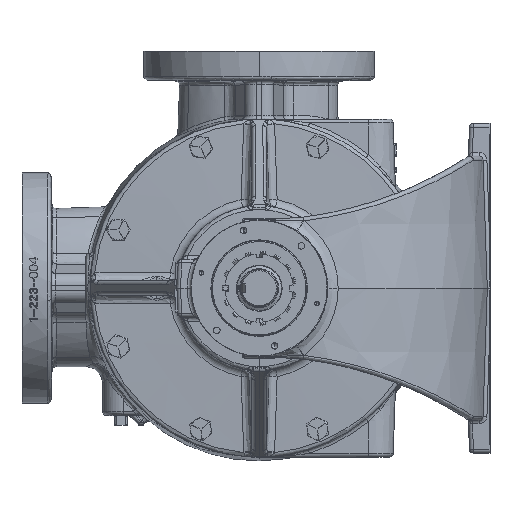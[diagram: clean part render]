
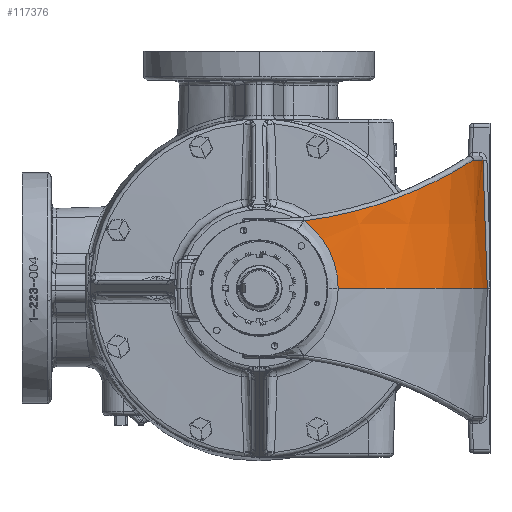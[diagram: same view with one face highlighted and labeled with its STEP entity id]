
A CAD part, left-side view. The second image highlights one B-rep face of the part: STEP entity #117376.
In plain terms, the highlighted conical face has half-angle 2 degrees and reference radius 138.176 mm.
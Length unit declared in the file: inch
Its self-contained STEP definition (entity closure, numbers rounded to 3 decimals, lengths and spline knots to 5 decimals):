
#3702 = CARTESIAN_POINT ( 'NONE',  ( -10.94869, -1.66355, 1.78315 ) ) ;
#3817 = B_SPLINE_CURVE_WITH_KNOTS ( 'NONE', 3,
 ( #11147, #93476, #121016, #38883, #134758, #52731, #148498 ),
 .UNSPECIFIED., .F., .F.,
 ( 4, 3, 4 ),
 ( 0., 0.05105, 0.09877 ),
 .UNSPECIFIED. ) ;
#4301 = CARTESIAN_POINT ( 'NONE',  ( -10.91146, -2.31858, 0.63886 ) ) ;
#6639 = CONICAL_SURFACE ( 'NONE', #66307, 5.44, 0.035 ) ;
#11068 = CARTESIAN_POINT ( 'NONE',  ( -8.76401, -5.67766, 3.40782 ) ) ;
#11147 = CARTESIAN_POINT ( 'NONE',  ( -5.72833, -6.91731, 0. ) ) ;
#11662 = CARTESIAN_POINT ( 'NONE',  ( -10.19669, -4.08095, 2.69541 ) ) ;
#15998 = CIRCLE ( 'NONE', #83618, 5.44404 ) ;
#17493 = CARTESIAN_POINT ( 'NONE',  ( -10.9427, -1.82919, 1.59853 ) ) ;
#18088 = CARTESIAN_POINT ( 'NONE',  ( -10.91071, -2.36967, 0.39687 ) ) ;
#22801 = B_SPLINE_CURVE_WITH_KNOTS ( 'NONE', 3,
 ( #72389, #58531, #86146, #3702, #99846, #17493, #113659, #31409, #127375, #45252, #141067, #59121, #154885, #72979, #168752, #86740, #4301, #100447, #18088, #114251, #32009, #127964, #45863, #141654 ),
 .UNSPECIFIED., .F., .F.,
 ( 4, 2, 2, 2, 2, 2, 2, 2, 2, 2, 2, 4 ),
 ( 0., 0.00754, 0.01507, 0.01884, 0.02261, 0.03015, 0.03768, 0.04145, 0.04522, 0.05276, 0.05653, 0.0603 ),
 .UNSPECIFIED. ) ;
#23854 = VERTEX_POINT ( 'NONE', #65423 ) ;
#24919 = CARTESIAN_POINT ( 'NONE',  ( -8.84773, -5.61364, 3.37392 ) ) ;
#25520 = CARTESIAN_POINT ( 'NONE',  ( -10.46041, -3.58788, 2.52541 ) ) ;
#25549 = CARTESIAN_POINT ( 'NONE',  ( -5.44, -1.34508, 3.88419 ) ) ;
#29354 = VERTEX_POINT ( 'NONE', #82834 ) ;
#31409 = CARTESIAN_POINT ( 'NONE',  ( -10.93803, -1.92041, 1.48082 ) ) ;
#32009 = CARTESIAN_POINT ( 'NONE',  ( -10.91384, -2.39025, 0.19919 ) ) ;
#33214 = CARTESIAN_POINT ( 'NONE',  ( -10.94841, -1.36215, 2.04032 ) ) ;
#35005 = CIRCLE ( 'NONE', #85734, 5.57968 ) ;
#35116 = VERTEX_POINT ( 'NONE', #81219 ) ;
#38198 = CARTESIAN_POINT ( 'NONE',  ( -7.48261, -6.40194, 3.82552 ) ) ;
#38800 = CARTESIAN_POINT ( 'NONE',  ( -8.98438, -5.50392, 3.31685 ) ) ;
#38883 = CARTESIAN_POINT ( 'NONE',  ( -5.65964, -6.85028, 2.00759 ) ) ;
#39403 = CARTESIAN_POINT ( 'NONE',  ( -10.7067, -2.9294, 2.33837 ) ) ;
#39437 = DIRECTION ( 'NONE',  ( -1., 0., 0. ) ) ;
#43335 = EDGE_CURVE ( 'NONE', #29354, #68403, #15998, .T. ) ;
#45252 = CARTESIAN_POINT ( 'NONE',  ( -10.93122, -2.03125, 1.31815 ) ) ;
#45863 = CARTESIAN_POINT ( 'NONE',  ( -10.918, -2.39623, 0.04984 ) ) ;
#49447 = ORIENTED_EDGE ( 'NONE', *, *, #96442, .T. ) ;
#50028 = CARTESIAN_POINT ( 'NONE',  ( -5.44, -1.34508, 4. ) ) ;
#52661 = CARTESIAN_POINT ( 'NONE',  ( -9.24547, -5.27386, 3.20142 ) ) ;
#52731 = CARTESIAN_POINT ( 'NONE',  ( -5.61685, -6.80815, 3.25866 ) ) ;
#53242 = CARTESIAN_POINT ( 'NONE',  ( -10.79993, -2.58465, 2.2553 ) ) ;
#58531 = CARTESIAN_POINT ( 'NONE',  ( -10.95023, -1.44229, 1.98106 ) ) ;
#59121 = CARTESIAN_POINT ( 'NONE',  ( -10.92112, -2.17023, 1.05905 ) ) ;
#60270 = CARTESIAN_POINT ( 'NONE',  ( -5.44, -1.34508, 0. ) ) ;
#63913 = DIRECTION ( 'NONE',  ( 0., 0., -1. ) ) ;
#65423 = CARTESIAN_POINT ( 'NONE',  ( -5.72833, -6.91731, 0. ) ) ;
#66307 = AXIS2_PLACEMENT_3D ( 'NONE', #50028, #63913, #173575 ) ;
#66545 = CARTESIAN_POINT ( 'NONE',  ( -9.72062, -4.77155, 2.96841 ) ) ;
#67146 = CARTESIAN_POINT ( 'NONE',  ( -10.8462, -2.3728, 2.20899 ) ) ;
#68403 = VERTEX_POINT ( 'NONE', #89629 ) ;
#72389 = CARTESIAN_POINT ( 'NONE',  ( -10.94841, -1.36215, 2.04032 ) ) ;
#72979 = CARTESIAN_POINT ( 'NONE',  ( -10.91462, -2.26122, 0.82931 ) ) ;
#74098 = DIRECTION ( 'NONE',  ( 1., 0., 0. ) ) ;
#77672 = EDGE_LOOP ( 'NONE', ( #111609, #49447, #81805, #110016, #163080 ) ) ;
#79667 = CARTESIAN_POINT ( 'NONE',  ( -8.24333, -6.03176, 3.6031 ) ) ;
#80261 = CARTESIAN_POINT ( 'NONE',  ( -9.96774, -4.43442, 2.83065 ) ) ;
#80841 = CARTESIAN_POINT ( 'NONE',  ( -10.92036, -1.94511, 2.12391 ) ) ;
#81219 = CARTESIAN_POINT ( 'NONE',  ( -10.91988, -2.39567, 0. ) ) ;
#81805 = ORIENTED_EDGE ( 'NONE', *, *, #43335, .T. ) ;
#82834 = CARTESIAN_POINT ( 'NONE',  ( -5.59547, -6.7869, 3.88419 ) ) ;
#83618 = AXIS2_PLACEMENT_3D ( 'NONE', #25549, #121562, #39437 ) ;
#84168 = FACE_OUTER_BOUND ( 'NONE', #77672, .T. ) ;
#85734 = AXIS2_PLACEMENT_3D ( 'NONE', #60270, #156009, #74098 ) ;
#86146 = CARTESIAN_POINT ( 'NONE',  ( -10.95046, -1.5186, 1.91777 ) ) ;
#86740 = CARTESIAN_POINT ( 'NONE',  ( -10.91204, -2.30573, 0.68674 ) ) ;
#89629 = CARTESIAN_POINT ( 'NONE',  ( -7.20752, -6.4942, 3.88419 ) ) ;
#92543 = EDGE_CURVE ( 'NONE', #118425, #35116, #22801, .T. ) ;
#93398 = CARTESIAN_POINT ( 'NONE',  ( -8.73587, -5.69861, 3.41901 ) ) ;
#93476 = CARTESIAN_POINT ( 'NONE',  ( -5.70543, -6.89509, 0.6692 ) ) ;
#94013 = CARTESIAN_POINT ( 'NONE',  ( -10.08503, -4.25957, 2.76247 ) ) ;
#94581 = CARTESIAN_POINT ( 'NONE',  ( -10.94841, -1.36215, 2.04032 ) ) ;
#96442 = EDGE_CURVE ( 'NONE', #23854, #29354, #3817, .T. ) ;
#99846 = CARTESIAN_POINT ( 'NONE',  ( -10.94669, -1.7322, 1.71182 ) ) ;
#100447 = CARTESIAN_POINT ( 'NONE',  ( -10.91043, -2.35274, 0.49436 ) ) ;
#103639 = B_SPLINE_CURVE_WITH_KNOTS ( 'NONE', 3,
 ( #134112, #38198, #161657, #79667, #175579, #93398, #11068, #107222, #24919, #120943, #38800, #134682, #52661, #148426, #66545, #162241, #80261, #176172, #94013, #11662, #107845, #25520, #121529, #39403, #135282, #53242, #149014, #67146, #162835, #80841, #176771, #94581 ),
 .UNSPECIFIED., .F., .F.,
 ( 4, 2, 2, 2, 2, 2, 2, 2, 2, 2, 2, 2, 2, 2, 2, 4 ),
 ( 0., 0.0222, 0.0444, 0.04718, 0.04995, 0.0555, 0.0666, 0.08881, 0.09436, 0.09991, 0.11101, 0.13321, 0.14431, 0.14986, 0.15541, 0.17761 ),
 .UNSPECIFIED. ) ;
#107222 = CARTESIAN_POINT ( 'NONE',  ( -8.81992, -5.63518, 3.38528 ) ) ;
#107845 = CARTESIAN_POINT ( 'NONE',  ( -10.26623, -3.95948, 2.65189 ) ) ;
#110016 = ORIENTED_EDGE ( 'NONE', *, *, #148691, .T. ) ;
#111609 = ORIENTED_EDGE ( 'NONE', *, *, #132847, .F. ) ;
#113659 = CARTESIAN_POINT ( 'NONE',  ( -10.9412, -1.86052, 1.55969 ) ) ;
#114251 = CARTESIAN_POINT ( 'NONE',  ( -10.91284, -2.38621, 0.24889 ) ) ;
#117376 = ADVANCED_FACE ( 'NONE', ( #84168 ), #6639, .T. ) ;
#118425 = VERTEX_POINT ( 'NONE', #33214 ) ;
#120943 = CARTESIAN_POINT ( 'NONE',  ( -8.93034, -5.54834, 3.33976 ) ) ;
#121016 = CARTESIAN_POINT ( 'NONE',  ( -5.68253, -6.87275, 1.3384 ) ) ;
#121529 = CARTESIAN_POINT ( 'NONE',  ( -10.57072, -3.33059, 2.44653 ) ) ;
#121562 = DIRECTION ( 'NONE',  ( 0., 0., -1. ) ) ;
#127375 = CARTESIAN_POINT ( 'NONE',  ( -10.93635, -1.94907, 1.44068 ) ) ;
#127964 = CARTESIAN_POINT ( 'NONE',  ( -10.91642, -2.39525, 0.09964 ) ) ;
#132847 = EDGE_CURVE ( 'NONE', #23854, #35116, #35005, .T. ) ;
#134112 = CARTESIAN_POINT ( 'NONE',  ( -7.20752, -6.4942, 3.88419 ) ) ;
#134682 = CARTESIAN_POINT ( 'NONE',  ( -9.14346, -5.368, 3.24783 ) ) ;
#134758 = CARTESIAN_POINT ( 'NONE',  ( -5.63825, -6.82927, 2.63313 ) ) ;
#135282 = CARTESIAN_POINT ( 'NONE',  ( -10.74709, -2.79312, 2.30402 ) ) ;
#141067 = CARTESIAN_POINT ( 'NONE',  ( -10.92766, -2.08096, 1.23367 ) ) ;
#141654 = CARTESIAN_POINT ( 'NONE',  ( -10.91988, -2.39567, 0. ) ) ;
#148426 = CARTESIAN_POINT ( 'NONE',  ( -9.53985, -4.98088, 3.06187 ) ) ;
#148498 = CARTESIAN_POINT ( 'NONE',  ( -5.59547, -6.7869, 3.88419 ) ) ;
#148691 = EDGE_CURVE ( 'NONE', #68403, #118425, #103639, .T. ) ;
#149014 = CARTESIAN_POINT ( 'NONE',  ( -10.81625, -2.51443, 2.23952 ) ) ;
#154885 = CARTESIAN_POINT ( 'NONE',  ( -10.91813, -2.20979, 0.96892 ) ) ;
#156009 = DIRECTION ( 'NONE',  ( 0., 0., -1. ) ) ;
#161657 = CARTESIAN_POINT ( 'NONE',  ( -7.74409, -6.29043, 3.7563 ) ) ;
#162241 = CARTESIAN_POINT ( 'NONE',  ( -9.92736, -4.49138, 2.85353 ) ) ;
#162835 = CARTESIAN_POINT ( 'NONE',  ( -10.85975, -2.30173, 2.19431 ) ) ;
#163080 = ORIENTED_EDGE ( 'NONE', *, *, #92543, .T. ) ;
#168752 = CARTESIAN_POINT ( 'NONE',  ( -10.91362, -2.27708, 0.78192 ) ) ;
#173575 = DIRECTION ( 'NONE',  ( -1., 0., 0. ) ) ;
#175579 = CARTESIAN_POINT ( 'NONE',  ( -8.48108, -5.88458, 3.51909 ) ) ;
#176172 = CARTESIAN_POINT ( 'NONE',  ( -10.04654, -4.31857, 2.78514 ) ) ;
#176771 = CARTESIAN_POINT ( 'NONE',  ( -10.94621, -1.65576, 2.07711 ) ) ;
